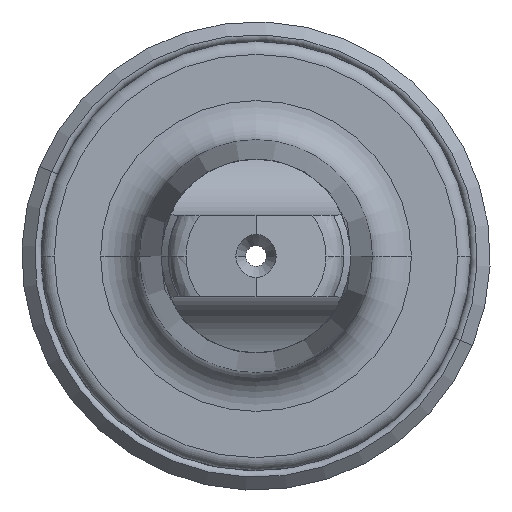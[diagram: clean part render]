
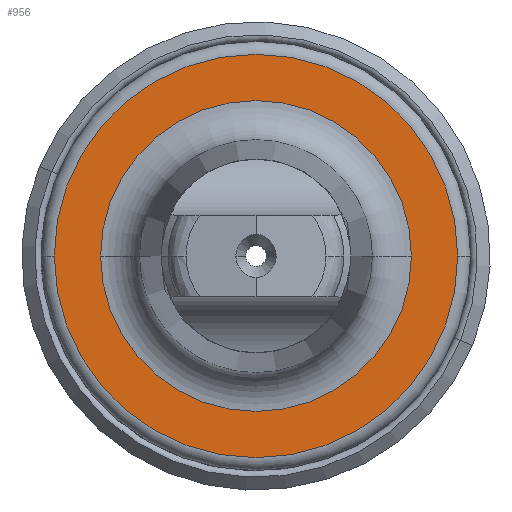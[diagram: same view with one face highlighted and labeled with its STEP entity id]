
A CAD part, left-side view. The second image highlights one B-rep face of the part: STEP entity #956.
In plain terms, the highlighted planar face has unit normal (-1, 0, 0).
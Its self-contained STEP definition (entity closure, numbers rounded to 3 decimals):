
#298 = ORIENTED_EDGE ( 'NONE', *, *, #4379, .F. ) ;
#319 = DIRECTION ( 'NONE',  ( 0., 1., 0. ) ) ;
#956 = ADVANCED_FACE ( 'NONE', ( #2988, #2984 ), #3158, .T. ) ;
#1163 = CARTESIAN_POINT ( 'NONE',  ( 80., -15.5, 0. ) ) ;
#1174 = AXIS2_PLACEMENT_3D ( 'NONE', #3928, #4606, #4597 ) ;
#1641 = AXIS2_PLACEMENT_3D ( 'NONE', #4663, #2473, #319 ) ;
#1647 = CIRCLE ( 'NONE', #1641, 15.5 ) ;
#1650 = EDGE_CURVE ( 'NONE', #3294, #2987, #2578, .T. ) ;
#1671 = DIRECTION ( 'NONE',  ( 0., -1., 0. ) ) ;
#2012 = AXIS2_PLACEMENT_3D ( 'NONE', #4619, #4607, #4598 ) ;
#2070 = EDGE_CURVE ( 'NONE', #3610, #3309, #2471, .T. ) ;
#2122 = CIRCLE ( 'NONE', #3614, 11.941 ) ;
#2471 = CIRCLE ( 'NONE', #1174, 15.5 ) ;
#2473 = DIRECTION ( 'NONE',  ( 1., 0., 0. ) ) ;
#2578 = CIRCLE ( 'NONE', #2012, 11.941 ) ;
#2706 = DIRECTION ( 'NONE',  ( -1., 0., 0. ) ) ;
#2952 = EDGE_CURVE ( 'NONE', #2987, #3294, #2122, .T. ) ;
#2984 = FACE_OUTER_BOUND ( 'NONE', #3656, .T. ) ;
#2987 = VERTEX_POINT ( 'NONE', #4552 ) ;
#2988 = FACE_BOUND ( 'NONE', #3722, .T. ) ;
#3108 = CARTESIAN_POINT ( 'NONE',  ( 80., 15.5, 0. ) ) ;
#3158 = PLANE ( 'NONE',  #4342 ) ;
#3182 = CARTESIAN_POINT ( 'NONE',  ( 80., 11.941, 0. ) ) ;
#3201 = CARTESIAN_POINT ( 'NONE',  ( 80., 15.5, 0. ) ) ;
#3294 = VERTEX_POINT ( 'NONE', #3182 ) ;
#3309 = VERTEX_POINT ( 'NONE', #3108 ) ;
#3610 = VERTEX_POINT ( 'NONE', #1163 ) ;
#3614 = AXIS2_PLACEMENT_3D ( 'NONE', #4539, #4525, #4514 ) ;
#3656 = EDGE_LOOP ( 'NONE', ( #298, #4160 ) ) ;
#3722 = EDGE_LOOP ( 'NONE', ( #4338, #4227 ) ) ;
#3928 = CARTESIAN_POINT ( 'NONE',  ( 80., 0., 0. ) ) ;
#4160 = ORIENTED_EDGE ( 'NONE', *, *, #2070, .F. ) ;
#4227 = ORIENTED_EDGE ( 'NONE', *, *, #2952, .T. ) ;
#4338 = ORIENTED_EDGE ( 'NONE', *, *, #1650, .T. ) ;
#4342 = AXIS2_PLACEMENT_3D ( 'NONE', #3201, #2706, #1671 ) ;
#4379 = EDGE_CURVE ( 'NONE', #3309, #3610, #1647, .T. ) ;
#4514 = DIRECTION ( 'NONE',  ( 0., 1., 0. ) ) ;
#4525 = DIRECTION ( 'NONE',  ( 1., 0., 0. ) ) ;
#4539 = CARTESIAN_POINT ( 'NONE',  ( 80., 0., 0. ) ) ;
#4552 = CARTESIAN_POINT ( 'NONE',  ( 80., -11.941, 0. ) ) ;
#4597 = DIRECTION ( 'NONE',  ( 0., 1., 0. ) ) ;
#4598 = DIRECTION ( 'NONE',  ( 0., 1., 0. ) ) ;
#4606 = DIRECTION ( 'NONE',  ( 1., 0., 0. ) ) ;
#4607 = DIRECTION ( 'NONE',  ( 1., 0., 0. ) ) ;
#4619 = CARTESIAN_POINT ( 'NONE',  ( 80., 0., 0. ) ) ;
#4663 = CARTESIAN_POINT ( 'NONE',  ( 80., 0., 0. ) ) ;
